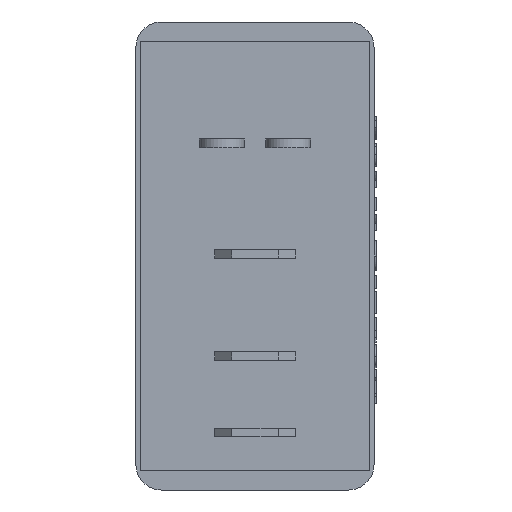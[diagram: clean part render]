
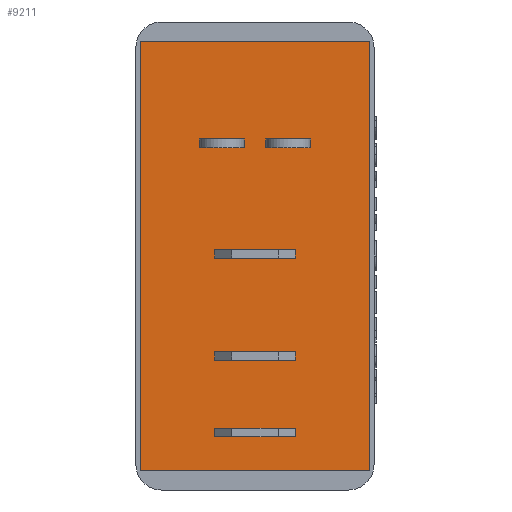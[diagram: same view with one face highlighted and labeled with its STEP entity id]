
A CAD part, front view. The second image highlights one B-rep face of the part: STEP entity #9211.
In plain terms, the highlighted planar face has unit normal (0, -1, 0).
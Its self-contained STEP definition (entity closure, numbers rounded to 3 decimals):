
#324 = PLANE ( 'NONE',  #7670 ) ;
#580 = VECTOR ( 'NONE', #5867, 1000. ) ;
#586 = CARTESIAN_POINT ( 'NONE',  ( 6.75, -1.75, -12.625 ) ) ;
#1977 = CARTESIAN_POINT ( 'NONE',  ( 6.75, -1.75, -12.625 ) ) ;
#2079 = EDGE_CURVE ( 'NONE', #7054, #11170, #8727, .T. ) ;
#2681 = CARTESIAN_POINT ( 'NONE',  ( -6.75, -1.75, -12.625 ) ) ;
#3267 = ORIENTED_EDGE ( 'NONE', *, *, #10756, .F. ) ;
#3630 = DIRECTION ( 'NONE',  ( 0., 0., -1. ) ) ;
#3656 = LINE ( 'NONE', #9309, #580 ) ;
#5867 = DIRECTION ( 'NONE',  ( 1., 0., 0. ) ) ;
#6146 = DIRECTION ( 'NONE',  ( 0., 1., 0. ) ) ;
#6148 = VERTEX_POINT ( 'NONE', #1977 ) ;
#7054 = VERTEX_POINT ( 'NONE', #2681 ) ;
#7362 = FACE_OUTER_BOUND ( 'NONE', #8680, .T. ) ;
#7504 = DIRECTION ( 'NONE',  ( -1., 0., 0. ) ) ;
#7630 = LINE ( 'NONE', #10643, #13461 ) ;
#7670 = AXIS2_PLACEMENT_3D ( 'NONE', #13105, #6146, #14278 ) ;
#7910 = LINE ( 'NONE', #586, #11030 ) ;
#8523 = CARTESIAN_POINT ( 'NONE',  ( -6.75, -1.75, 12.625 ) ) ;
#8680 = EDGE_LOOP ( 'NONE', ( #10221, #3267, #13830, #13412 ) ) ;
#8727 = LINE ( 'NONE', #12279, #14944 ) ;
#9090 = CARTESIAN_POINT ( 'NONE',  ( 6.75, -1.75, 12.625 ) ) ;
#9211 = ADVANCED_FACE ( 'NONE', ( #7362 ), #324, .F. ) ;
#9309 = CARTESIAN_POINT ( 'NONE',  ( 6.75, -1.75, 12.625 ) ) ;
#10221 = ORIENTED_EDGE ( 'NONE', *, *, #2079, .F. ) ;
#10643 = CARTESIAN_POINT ( 'NONE',  ( 6.75, -1.75, 12.625 ) ) ;
#10756 = EDGE_CURVE ( 'NONE', #6148, #7054, #7910, .T. ) ;
#11030 = VECTOR ( 'NONE', #7504, 1000. ) ;
#11170 = VERTEX_POINT ( 'NONE', #8523 ) ;
#11943 = DIRECTION ( 'NONE',  ( 0., 0., 1. ) ) ;
#12279 = CARTESIAN_POINT ( 'NONE',  ( -6.75, -1.75, 12.625 ) ) ;
#12471 = EDGE_CURVE ( 'NONE', #13735, #6148, #7630, .T. ) ;
#13105 = CARTESIAN_POINT ( 'NONE',  ( -6.75, -1.75, -12.625 ) ) ;
#13377 = EDGE_CURVE ( 'NONE', #11170, #13735, #3656, .T. ) ;
#13412 = ORIENTED_EDGE ( 'NONE', *, *, #13377, .F. ) ;
#13461 = VECTOR ( 'NONE', #3630, 1000. ) ;
#13735 = VERTEX_POINT ( 'NONE', #9090 ) ;
#13830 = ORIENTED_EDGE ( 'NONE', *, *, #12471, .F. ) ;
#14278 = DIRECTION ( 'NONE',  ( 0., 0., 1. ) ) ;
#14944 = VECTOR ( 'NONE', #11943, 1000. ) ;
